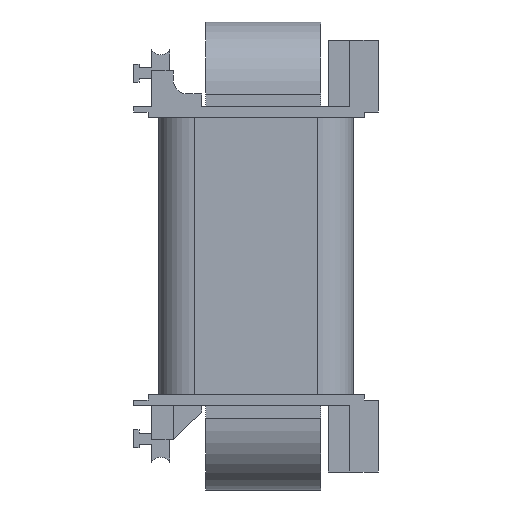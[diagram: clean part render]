
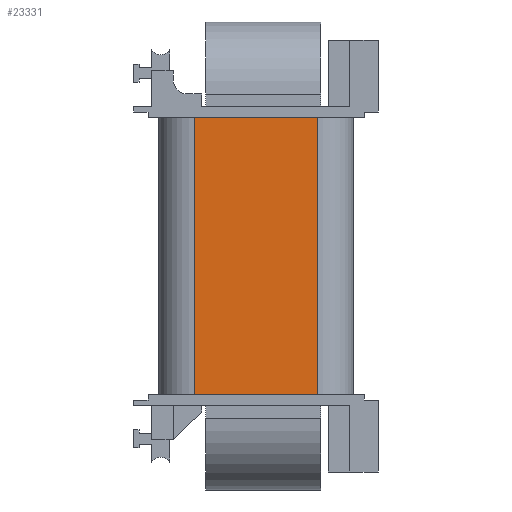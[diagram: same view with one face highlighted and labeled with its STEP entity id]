
A CAD part, left-side view. The second image highlights one B-rep face of the part: STEP entity #23331.
In plain terms, the highlighted planar face has unit normal (-1, 0, 0).
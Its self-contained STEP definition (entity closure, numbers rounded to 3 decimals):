
#1592=FACE_OUTER_BOUND('',#2930,.T.);
#2930=EDGE_LOOP('',(#17274,#17275,#17276,#17277));
#4846=LINE('',#32718,#7618);
#4851=LINE('',#32733,#7623);
#4853=LINE('',#32739,#7625);
#4857=LINE('',#32749,#7629);
#7618=VECTOR('',#27387,10.);
#7623=VECTOR('',#27402,10.);
#7625=VECTOR('',#27408,10.);
#7629=VECTOR('',#27420,10.);
#10093=VERTEX_POINT('',#32715);
#10094=VERTEX_POINT('',#32717);
#10099=VERTEX_POINT('',#32731);
#10100=VERTEX_POINT('',#32735);
#12741=EDGE_CURVE('',#10093,#10094,#4846,.T.);
#12749=EDGE_CURVE('',#10099,#10093,#4851,.T.);
#12752=EDGE_CURVE('',#10094,#10100,#4853,.T.);
#12757=EDGE_CURVE('',#10099,#10100,#4857,.T.);
#17274=ORIENTED_EDGE('',*,*,#12749,.F.);
#17275=ORIENTED_EDGE('',*,*,#12757,.T.);
#17276=ORIENTED_EDGE('',*,*,#12752,.F.);
#17277=ORIENTED_EDGE('',*,*,#12741,.F.);
#22336=PLANE('',#24761);
#23331=ADVANCED_FACE('',(#1592),#22336,.T.);
#24761=AXIS2_PLACEMENT_3D('',#32748,#27418,#27419);
#27387=DIRECTION('',(0.,1.,0.));
#27402=DIRECTION('',(0.,0.,-1.));
#27408=DIRECTION('',(0.,0.,1.));
#27418=DIRECTION('center_axis',(-1.,0.,0.));
#27419=DIRECTION('ref_axis',(0.,0.,1.));
#27420=DIRECTION('',(0.,1.,0.));
#32715=CARTESIAN_POINT('',(-45.625,17.,-38.5));
#32717=CARTESIAN_POINT('',(-45.625,51.,-38.5));
#32718=CARTESIAN_POINT('',(-45.625,7.,-38.5));
#32731=CARTESIAN_POINT('',(-45.625,17.,38.5));
#32733=CARTESIAN_POINT('',(-45.625,17.,-19.25));
#32735=CARTESIAN_POINT('',(-45.625,51.,38.5));
#32739=CARTESIAN_POINT('',(-45.625,51.,-19.25));
#32748=CARTESIAN_POINT('Origin',(-45.625,7.,-38.5));
#32749=CARTESIAN_POINT('',(-45.625,7.,38.5));
